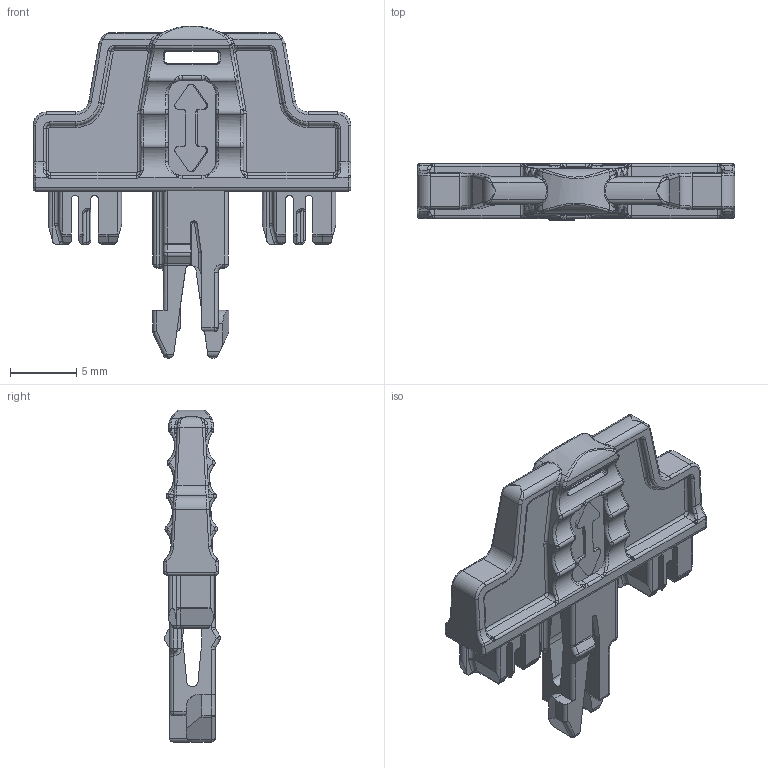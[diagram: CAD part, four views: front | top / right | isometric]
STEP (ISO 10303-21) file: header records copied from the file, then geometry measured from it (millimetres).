
FILE_DESCRIPTION(('CATIA V5 STEP Exchange','CAx-IF Rec.Pracs.--- Model Styling and Organization---1.5--- 2016-08-15','CAx-IF Rec.Pracs.---Supplemental Geometry---1.0---2011-11-01','CAx-IF Rec.Pracs.--- Composite Materials ---1.1---2010-07-15'),'2;1');
FILE_NAME ('1217572-2_2', '2025-09-19T08:50:22+00:00', ('none'), ('Weidmueller'), 'CATIA Version 5-6 Release 2024 SP4', 'CATIA V5 STEP AP214 v3', 'none');
FILE_SCHEMA(('AUTOMOTIVE_DESIGN { 1 0 10303 214 1 1 1 1 }'));
Products named in the file (1): 2726100000
Bounding box: 24 x 4.3 x 25.1 mm (x, y, z)
Volume: 742.9 mm3; surface area: 1605.1 mm2
Topology: 2 solids, 2 shells, 1032 faces, 2679 edges, 1622 vertices
Faces by surface type: cylinder 413, plane 289, bspline 206, torus 68, cone 37, sphere 19
Entity records: 41770 total; most frequent: CARTESIAN_POINT 20398, ORIENTED_EDGE 5294, DIRECTION 2894, EDGE_CURVE 2647, VERTEX_POINT 1622, VECTOR 1246, LINE 1246, AXIS2_PLACEMENT_3D 1050
